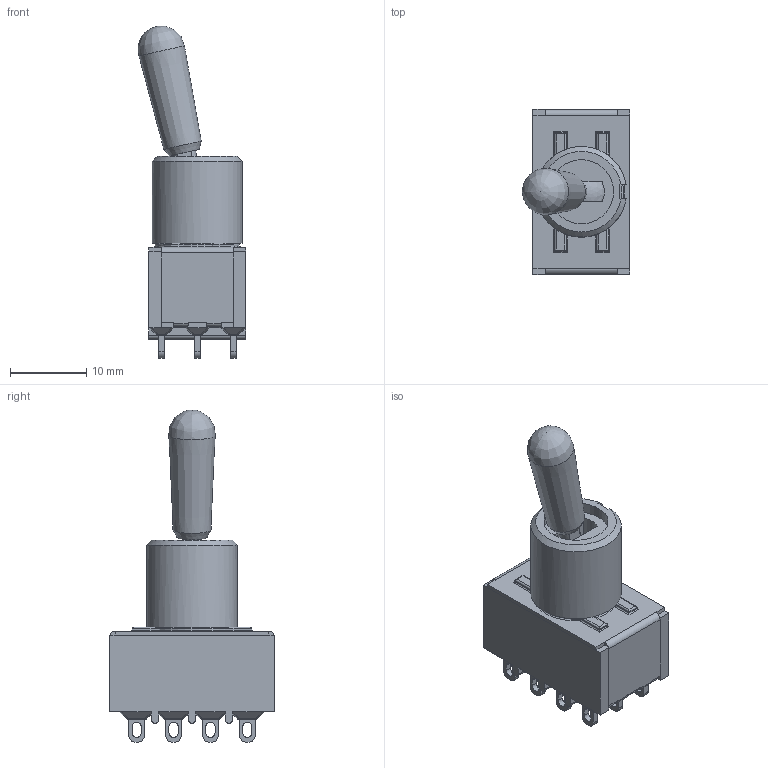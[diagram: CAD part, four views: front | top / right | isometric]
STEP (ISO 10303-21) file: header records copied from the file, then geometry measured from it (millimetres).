
FILE_DESCRIPTION(/* description */ (''),/* implementation_level */ '2;1');
FILE_NAME(/* name */ '1004PxT8B13M1xE.stp',/* time_stamp */ '2026-01-14T11:47:36-06:00',/* author */ ('jmeyers'),/* organization */ (''),/* preprocessor_version */ 'ST-DEVELOPER v18.1',/* originating_system */ 'Autodesk Inventor 2022',/* authorisation */ '');
FILE_SCHEMA (('AUTOMOTIVE_DESIGN { 1 0 10303 214 3 1 1 }'));
Length unit declared in the file: inch
Products named in the file (1): Part11
Bounding box: 14.12 x 21.59 x 43.43 mm (x, y, z)
Volume: 4467.5 mm3; surface area: 2929.3 mm2
Topology: 1 solids, 1 shells, 576 faces, 1479 edges, 858 vertices
Faces by surface type: plane 299, cylinder 200, sphere 49, bspline 17, torus 8, cone 3
Full cylindrical faces by diameter (mm): 8.4 x2
Entity records: 17410 total; most frequent: CARTESIAN_POINT 3589, DIRECTION 2920, ORIENTED_EDGE 2826, EDGE_CURVE 1413, AXIS2_PLACEMENT_3D 980, LINE 960, VECTOR 960, VERTEX_POINT 858
